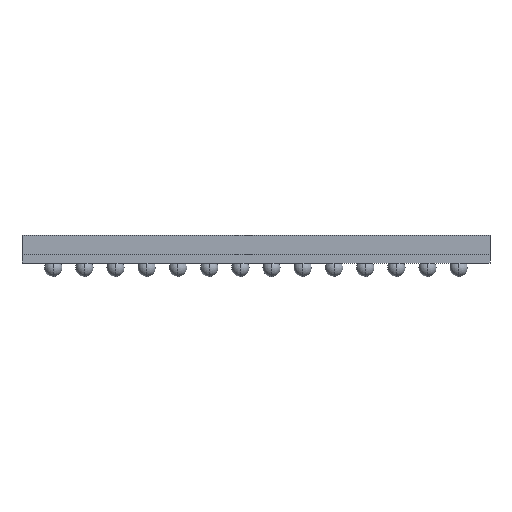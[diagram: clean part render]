
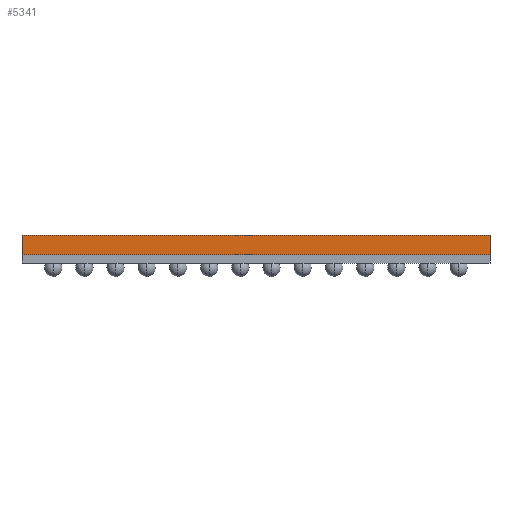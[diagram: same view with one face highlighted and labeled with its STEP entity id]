
A CAD part, left-side view. The second image highlights one B-rep face of the part: STEP entity #5341.
In plain terms, the highlighted planar face has unit normal (-1, 0, 0).
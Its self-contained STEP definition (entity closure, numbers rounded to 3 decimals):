
#579 = ORIENTED_EDGE ( 'NONE', *, *, #21789, .T. ) ;
#2652 = EDGE_CURVE ( 'NONE', #2831, #26359, #14271, .T. ) ;
#2813 = AXIS2_PLACEMENT_3D ( 'NONE', #24158, #26837, #3940 ) ;
#2831 = VERTEX_POINT ( 'NONE', #14088 ) ;
#3940 = DIRECTION ( 'NONE',  ( 0., 0., -1. ) ) ;
#5073 = CARTESIAN_POINT ( 'NONE',  ( -6., -6., 0. ) ) ;
#5341 = ADVANCED_FACE ( 'NONE', ( #17249 ), #26404, .F. ) ;
#5677 = VERTEX_POINT ( 'NONE', #29493 ) ;
#5935 = CARTESIAN_POINT ( 'NONE',  ( -6., -6., 0.5 ) ) ;
#7348 = VERTEX_POINT ( 'NONE', #7939 ) ;
#7675 = LINE ( 'NONE', #16631, #17456 ) ;
#7939 = CARTESIAN_POINT ( 'NONE',  ( -6., 6., 0.5 ) ) ;
#9813 = VECTOR ( 'NONE', #24742, 1000. ) ;
#10059 = VECTOR ( 'NONE', #15186, 1000. ) ;
#11745 = VECTOR ( 'NONE', #28354, 1000. ) ;
#12299 = LINE ( 'NONE', #23850, #9813 ) ;
#14088 = CARTESIAN_POINT ( 'NONE',  ( -6., 6., 0. ) ) ;
#14271 = LINE ( 'NONE', #14705, #11745 ) ;
#14705 = CARTESIAN_POINT ( 'NONE',  ( -6., -6., 0. ) ) ;
#15186 = DIRECTION ( 'NONE',  ( 0., 0., -1. ) ) ;
#16204 = EDGE_CURVE ( 'NONE', #5677, #26359, #21791, .T. ) ;
#16631 = CARTESIAN_POINT ( 'NONE',  ( -6., -6., 0.5 ) ) ;
#17249 = FACE_OUTER_BOUND ( 'NONE', #25683, .T. ) ;
#17456 = VECTOR ( 'NONE', #20854, 1000. ) ;
#20009 = ORIENTED_EDGE ( 'NONE', *, *, #21654, .F. ) ;
#20854 = DIRECTION ( 'NONE',  ( 0., -1., 0. ) ) ;
#21654 = EDGE_CURVE ( 'NONE', #7348, #5677, #7675, .T. ) ;
#21789 = EDGE_CURVE ( 'NONE', #7348, #2831, #12299, .T. ) ;
#21791 = LINE ( 'NONE', #5935, #10059 ) ;
#21832 = ORIENTED_EDGE ( 'NONE', *, *, #2652, .T. ) ;
#23850 = CARTESIAN_POINT ( 'NONE',  ( -6., 6., 0.5 ) ) ;
#24158 = CARTESIAN_POINT ( 'NONE',  ( -6., -6., 0.5 ) ) ;
#24742 = DIRECTION ( 'NONE',  ( 0., 0., -1. ) ) ;
#25224 = ORIENTED_EDGE ( 'NONE', *, *, #16204, .F. ) ;
#25683 = EDGE_LOOP ( 'NONE', ( #21832, #25224, #20009, #579 ) ) ;
#26359 = VERTEX_POINT ( 'NONE', #5073 ) ;
#26404 = PLANE ( 'NONE',  #2813 ) ;
#26837 = DIRECTION ( 'NONE',  ( 1., 0., 0. ) ) ;
#28354 = DIRECTION ( 'NONE',  ( 0., -1., 0. ) ) ;
#29493 = CARTESIAN_POINT ( 'NONE',  ( -6., -6., 0.5 ) ) ;
